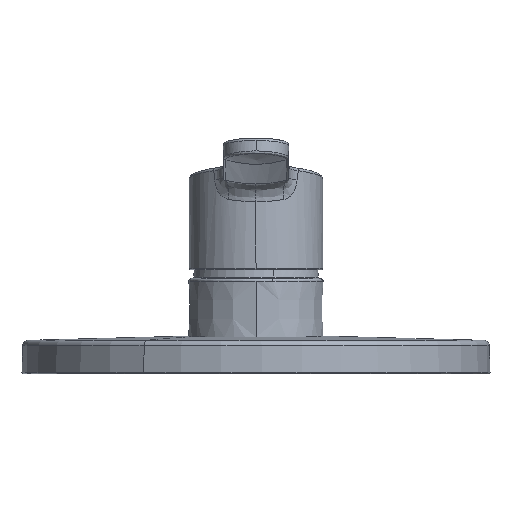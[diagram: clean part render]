
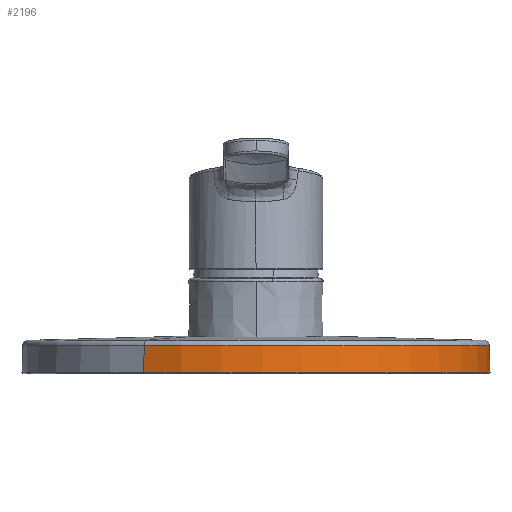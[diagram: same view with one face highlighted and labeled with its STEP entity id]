
A CAD part, front view. The second image highlights one B-rep face of the part: STEP entity #2196.
In plain terms, the highlighted conical face has half-angle 1.5 degrees and reference radius 84.697 mm.
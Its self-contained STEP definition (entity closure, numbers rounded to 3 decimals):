
#331 = ORIENTED_EDGE ( 'NONE', *, *, #6233, .T. ) ;
#1424 = VERTEX_POINT ( 'NONE', #3429 ) ;
#1731 = DIRECTION ( 'NONE',  ( 0., 0., -1. ) ) ;
#1936 = LINE ( 'NONE', #4252, #4559 ) ;
#1939 = LINE ( 'NONE', #7955, #5456 ) ;
#2163 = DIRECTION ( 'NONE',  ( 0., 0., -1. ) ) ;
#2196 = ADVANCED_FACE ( 'NONE', ( #4896 ), #3225, .T. ) ;
#2350 = DIRECTION ( 'NONE',  ( -0.013, -0.023, -1. ) ) ;
#2416 = VERTEX_POINT ( 'NONE', #6700 ) ;
#2982 = DIRECTION ( 'NONE',  ( 1., 0., 0. ) ) ;
#2995 = AXIS2_PLACEMENT_3D ( 'NONE', #7130, #2163, #5305 ) ;
#3225 = CONICAL_SURFACE ( 'NONE', #2995, 84.696, 0.026 ) ;
#3429 = CARTESIAN_POINT ( 'NONE',  ( -40.751, -74.595, 42.013 ) ) ;
#3795 = EDGE_CURVE ( 'NONE', #4613, #3886, #1936, .T. ) ;
#3886 = VERTEX_POINT ( 'NONE', #3891 ) ;
#3891 = CARTESIAN_POINT ( 'NONE',  ( 40.751, 74.595, 42.013 ) ) ;
#4119 = DIRECTION ( 'NONE',  ( -1., 0., 0. ) ) ;
#4252 = CARTESIAN_POINT ( 'NONE',  ( 40.606, 74.328, 53.603 ) ) ;
#4559 = VECTOR ( 'NONE', #7402, 1000. ) ;
#4613 = VERTEX_POINT ( 'NONE', #5742 ) ;
#4804 = EDGE_LOOP ( 'NONE', ( #331, #6148, #6981, #5930 ) ) ;
#4862 = CIRCLE ( 'NONE', #6654, 84.745 ) ;
#4896 = FACE_OUTER_BOUND ( 'NONE', #4804, .T. ) ;
#5305 = DIRECTION ( 'NONE',  ( 0.479, 0.878, 0. ) ) ;
#5456 = VECTOR ( 'NONE', #2350, 1000. ) ;
#5742 = CARTESIAN_POINT ( 'NONE',  ( 40.629, 74.371, 51.74 ) ) ;
#5930 = ORIENTED_EDGE ( 'NONE', *, *, #3795, .F. ) ;
#6009 = EDGE_CURVE ( 'NONE', #3886, #1424, #7403, .T. ) ;
#6075 = DIRECTION ( 'NONE',  ( 0., 0., -1. ) ) ;
#6148 = ORIENTED_EDGE ( 'NONE', *, *, #7141, .T. ) ;
#6233 = EDGE_CURVE ( 'NONE', #4613, #2416, #4862, .T. ) ;
#6248 = AXIS2_PLACEMENT_3D ( 'NONE', #7885, #1731, #2982 ) ;
#6637 = CARTESIAN_POINT ( 'NONE',  ( 0., 0., 51.74 ) ) ;
#6654 = AXIS2_PLACEMENT_3D ( 'NONE', #6637, #6075, #4119 ) ;
#6700 = CARTESIAN_POINT ( 'NONE',  ( -40.629, -74.371, 51.74 ) ) ;
#6981 = ORIENTED_EDGE ( 'NONE', *, *, #6009, .F. ) ;
#7130 = CARTESIAN_POINT ( 'NONE',  ( 0., 0., 53.603 ) ) ;
#7141 = EDGE_CURVE ( 'NONE', #2416, #1424, #1939, .T. ) ;
#7402 = DIRECTION ( 'NONE',  ( 0.013, 0.023, -1. ) ) ;
#7403 = CIRCLE ( 'NONE', #6248, 85. ) ;
#7885 = CARTESIAN_POINT ( 'NONE',  ( 0., 0., 42.013 ) ) ;
#7955 = CARTESIAN_POINT ( 'NONE',  ( -40.606, -74.328, 53.603 ) ) ;
